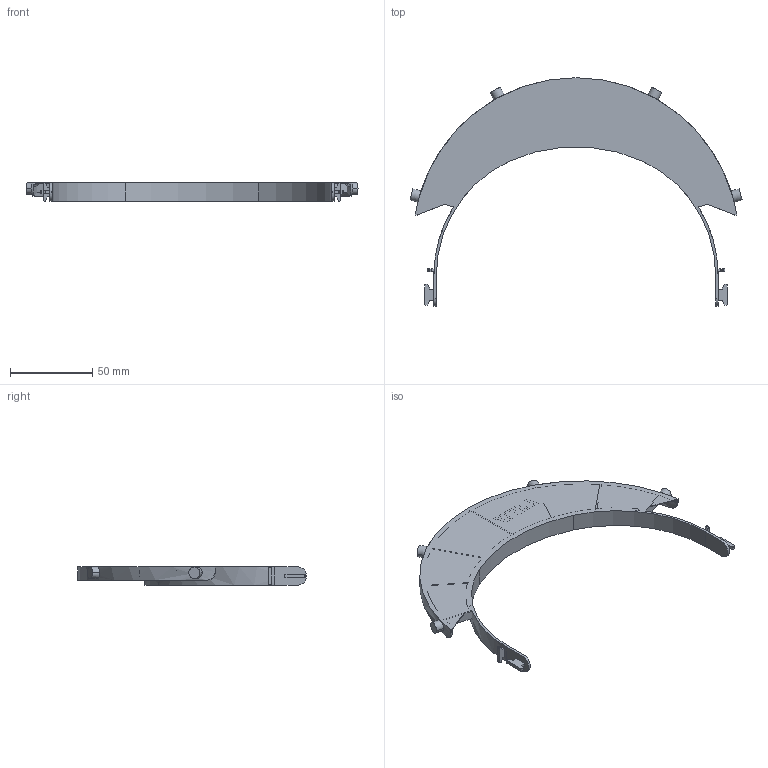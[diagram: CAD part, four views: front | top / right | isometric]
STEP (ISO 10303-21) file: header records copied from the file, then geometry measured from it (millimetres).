
FILE_DESCRIPTION (( 'STEP AP214' ), '1' );
FILE_NAME ('top closed design mask suit punch.STEP', '2020-05-05T12:11:00', ( 'Work' ), ( '' ), 'SwSTEP 2.0', 'SolidWorks 2016', '' );
FILE_SCHEMA (( 'AUTOMOTIVE_DESIGN' ));
Length unit declared in the file: millimetre
Products named in the file (1): top closed design mask suit punch
Bounding box: 202.18 x 139.2 x 11 mm (x, y, z)
Volume: 12554.8 mm3; surface area: 29492.9 mm2
Topology: 4 solids, 4 shells, 215 faces, 603 edges, 400 vertices
Faces by surface type: plane 155, cylinder 38, torus 16, bspline 6
Entity records: 7812 total; most frequent: CARTESIAN_POINT 2205, ORIENTED_EDGE 1206, DIRECTION 1089, EDGE_CURVE 603, LINE 425, VECTOR 425, VERTEX_POINT 400, AXIS2_PLACEMENT_3D 332
